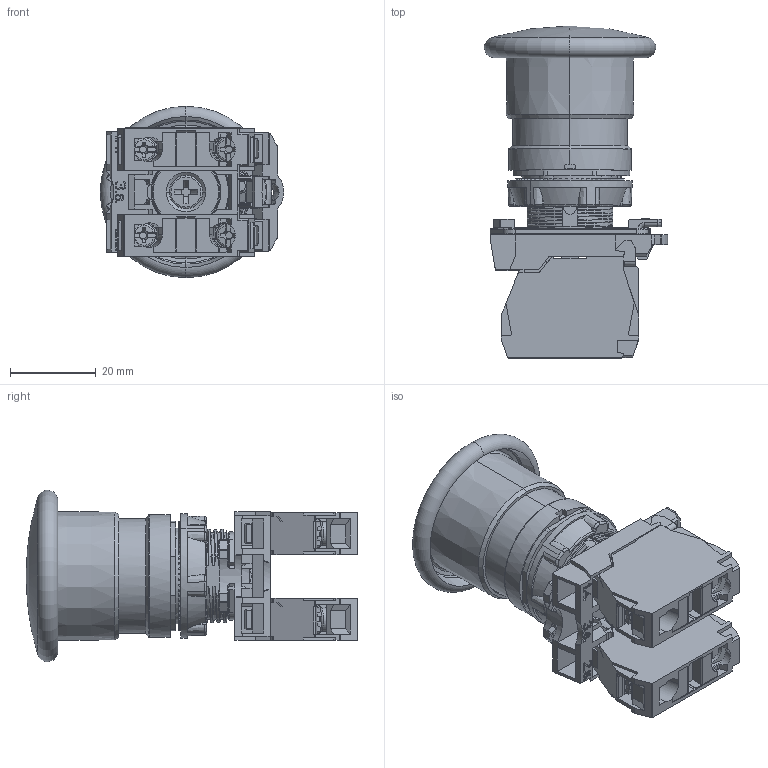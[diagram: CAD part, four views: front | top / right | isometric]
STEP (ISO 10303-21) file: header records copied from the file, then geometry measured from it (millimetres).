
FILE_DESCRIPTION((''),'2;1');
FILE_NAME('XB5AC45_ASM','2023-07-04T',('Administrator'),('zyb.com'),'PRO/ENGINEER BY PARAMETRIC TECHNOLOGY CORPORATION, 2010280','PRO/ENGINEER BY PARAMETRIC TECHNOLOGY CORPORATION, 2010280','');
FILE_SCHEMA(('AUTOMOTIVE_DESIGN { 1 0 10303 214 1 1 1 1 }'));
Length unit declared in the file: millimetre
Products named in the file (5): ZB5AZ009; ZBE102; ZBE101; ZB5AC4C; XB5AC45_ASM
Assembly tree (4 placements, depth 2):
  XB5AC45_ASM
    ZB5AZ009
    ZBE102
    ZBE101
    ZB5AC4C
Bounding box: 42.8 x 77.4 x 39.99 mm (x, y, z)
Volume: 44906.6 mm3; surface area: 25104.5 mm2
Topology: 24 solids, 40 shells, 4903 faces, 13494 edges, 8747 vertices
Faces by surface type: plane 2878, cylinder 1166, bspline 458, cone 213, torus 142, sphere 46
Entity records: 218490 total; most frequent: CARTESIAN_POINT 61890, ORIENTED_EDGE 26976, DIRECTION 23175, EDGE_CURVE 13488, VECTOR 8949, LINE 8949, VERTEX_POINT 8747, AXIS2_PLACEMENT_3D 7113
